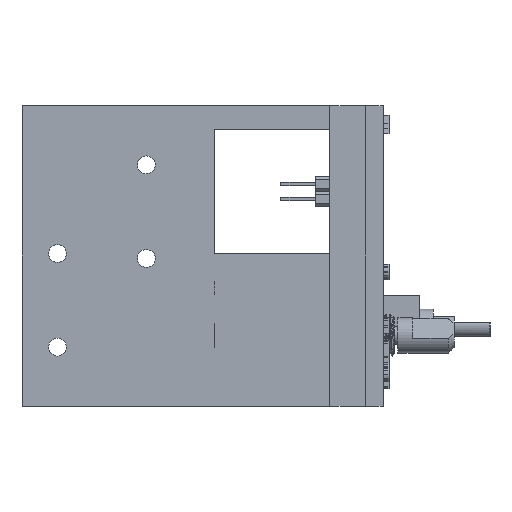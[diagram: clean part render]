
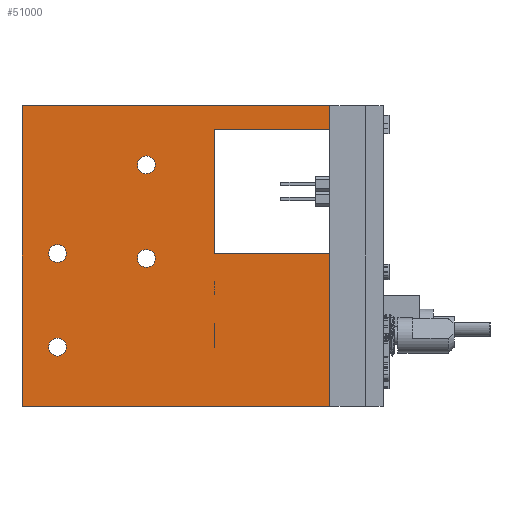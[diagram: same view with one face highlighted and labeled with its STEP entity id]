
A CAD part, left-side view. The second image highlights one B-rep face of the part: STEP entity #51000.
In plain terms, the highlighted planar face has unit normal (-1, 0, 0).
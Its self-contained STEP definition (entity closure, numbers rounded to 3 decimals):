
#2957=FACE_BOUND('',#10448,.T.);
#2958=FACE_BOUND('',#10449,.T.);
#2959=FACE_BOUND('',#10450,.T.);
#2960=FACE_BOUND('',#10451,.T.);
#4697=PLANE('',#53678);
#7479=FACE_OUTER_BOUND('',#10447,.T.);
#10447=EDGE_LOOP('',(#47303,#47304,#47305,#47306,#47307,#47308,#47309,#47310,
#47311,#47312,#47313));
#10448=EDGE_LOOP('',(#47314));
#10449=EDGE_LOOP('',(#47315));
#10450=EDGE_LOOP('',(#47316));
#10451=EDGE_LOOP('',(#47317));
#15556=LINE('',#103522,#20700);
#15559=LINE('',#103527,#20703);
#15560=LINE('',#103529,#20704);
#15564=LINE('',#103537,#20708);
#15565=LINE('',#103539,#20709);
#15566=LINE('',#103540,#20710);
#15567=LINE('',#103542,#20711);
#15568=LINE('',#103543,#20712);
#15569=LINE('',#103545,#20713);
#15570=LINE('',#103547,#20714);
#15571=LINE('',#103548,#20715);
#20700=VECTOR('',#63495,10.);
#20703=VECTOR('',#63498,10.);
#20704=VECTOR('',#63499,10.);
#20708=VECTOR('',#63505,10.);
#20709=VECTOR('',#63506,10.);
#20710=VECTOR('',#63507,10.);
#20711=VECTOR('',#63508,10.);
#20712=VECTOR('',#63509,10.);
#20713=VECTOR('',#63510,10.);
#20714=VECTOR('',#63511,10.);
#20715=VECTOR('',#63512,10.);
#21210=CIRCLE('',#53643,1.5);
#21214=CIRCLE('',#53649,1.5);
#21218=CIRCLE('',#53655,1.5);
#21222=CIRCLE('',#53661,1.5);
#25853=VERTEX_POINT('',#103401);
#25857=VERTEX_POINT('',#103413);
#25861=VERTEX_POINT('',#103425);
#25865=VERTEX_POINT('',#103437);
#25892=VERTEX_POINT('',#103520);
#25893=VERTEX_POINT('',#103521);
#25894=VERTEX_POINT('',#103524);
#25895=VERTEX_POINT('',#103526);
#25896=VERTEX_POINT('',#103528);
#25899=VERTEX_POINT('',#103536);
#25900=VERTEX_POINT('',#103538);
#25901=VERTEX_POINT('',#103541);
#25902=VERTEX_POINT('',#103544);
#25903=VERTEX_POINT('',#103546);
#32998=EDGE_CURVE('',#25853,#25853,#21210,.T.);
#33004=EDGE_CURVE('',#25857,#25857,#21214,.T.);
#33010=EDGE_CURVE('',#25861,#25861,#21218,.T.);
#33016=EDGE_CURVE('',#25865,#25865,#21222,.T.);
#33057=EDGE_CURVE('',#25892,#25893,#15556,.T.);
#33060=EDGE_CURVE('',#25895,#25894,#15559,.T.);
#33061=EDGE_CURVE('',#25896,#25895,#15560,.T.);
#33065=EDGE_CURVE('',#25893,#25899,#15564,.T.);
#33066=EDGE_CURVE('',#25900,#25899,#15565,.T.);
#33067=EDGE_CURVE('',#25896,#25900,#15566,.T.);
#33068=EDGE_CURVE('',#25895,#25901,#15567,.T.);
#33069=EDGE_CURVE('',#25895,#25901,#15568,.T.);
#33070=EDGE_CURVE('',#25894,#25902,#15569,.T.);
#33071=EDGE_CURVE('',#25902,#25903,#15570,.T.);
#33072=EDGE_CURVE('',#25892,#25903,#15571,.T.);
#47303=ORIENTED_EDGE('',*,*,#33057,.T.);
#47304=ORIENTED_EDGE('',*,*,#33065,.T.);
#47305=ORIENTED_EDGE('',*,*,#33066,.F.);
#47306=ORIENTED_EDGE('',*,*,#33067,.F.);
#47307=ORIENTED_EDGE('',*,*,#33061,.T.);
#47308=ORIENTED_EDGE('',*,*,#33068,.T.);
#47309=ORIENTED_EDGE('',*,*,#33069,.F.);
#47310=ORIENTED_EDGE('',*,*,#33060,.T.);
#47311=ORIENTED_EDGE('',*,*,#33070,.T.);
#47312=ORIENTED_EDGE('',*,*,#33071,.T.);
#47313=ORIENTED_EDGE('',*,*,#33072,.F.);
#47314=ORIENTED_EDGE('',*,*,#32998,.T.);
#47315=ORIENTED_EDGE('',*,*,#33004,.T.);
#47316=ORIENTED_EDGE('',*,*,#33010,.T.);
#47317=ORIENTED_EDGE('',*,*,#33016,.T.);
#51000=ADVANCED_FACE('',(#7479,#2957,#2958,#2959,#2960),#4697,.T.);
#53643=AXIS2_PLACEMENT_3D('',#103403,#63381,#63382);
#53649=AXIS2_PLACEMENT_3D('',#103415,#63395,#63396);
#53655=AXIS2_PLACEMENT_3D('',#103427,#63409,#63410);
#53661=AXIS2_PLACEMENT_3D('',#103439,#63423,#63424);
#53678=AXIS2_PLACEMENT_3D('',#103535,#63503,#63504);
#63381=DIRECTION('center_axis',(1.,0.,0.));
#63382=DIRECTION('ref_axis',(0.,-1.,0.));
#63395=DIRECTION('center_axis',(1.,0.,0.));
#63396=DIRECTION('ref_axis',(0.,-1.,0.));
#63409=DIRECTION('center_axis',(1.,0.,0.));
#63410=DIRECTION('ref_axis',(0.,-1.,0.));
#63423=DIRECTION('center_axis',(1.,0.,0.));
#63424=DIRECTION('ref_axis',(0.,-1.,0.));
#63495=DIRECTION('',(0.,0.,1.));
#63498=DIRECTION('',(0.,0.,1.));
#63499=DIRECTION('',(0.,0.,1.));
#63503=DIRECTION('center_axis',(-1.,0.,0.));
#63504=DIRECTION('ref_axis',(0.,0.,1.));
#63505=DIRECTION('',(0.,1.,0.));
#63506=DIRECTION('',(0.,0.,1.));
#63507=DIRECTION('',(0.,1.,0.));
#63508=DIRECTION('',(0.,1.,0.));
#63509=DIRECTION('',(0.,1.,0.));
#63510=DIRECTION('',(0.,1.,0.));
#63511=DIRECTION('',(0.,0.,1.));
#63512=DIRECTION('',(0.,1.,0.));
#103401=CARTESIAN_POINT('',(-85.4,56.5,0.4));
#103403=CARTESIAN_POINT('Origin',(-85.4,55.,0.4));
#103413=CARTESIAN_POINT('',(-85.4,41.5,-0.4));
#103415=CARTESIAN_POINT('Origin',(-85.4,40.,-0.4));
#103425=CARTESIAN_POINT('',(-85.4,41.5,15.4));
#103427=CARTESIAN_POINT('Origin',(-85.4,40.,15.4));
#103437=CARTESIAN_POINT('',(-85.4,56.5,-15.4));
#103439=CARTESIAN_POINT('Origin',(-85.4,55.,-15.4));
#103520=CARTESIAN_POINT('',(-85.4,9.,21.4));
#103521=CARTESIAN_POINT('',(-85.4,9.,25.4));
#103522=CARTESIAN_POINT('',(-85.4,9.,10.7));
#103524=CARTESIAN_POINT('',(-85.4,9.,0.4));
#103526=CARTESIAN_POINT('',(-85.4,9.,-5.4));
#103527=CARTESIAN_POINT('',(-85.4,9.,10.7));
#103528=CARTESIAN_POINT('',(-85.4,9.,-25.4));
#103529=CARTESIAN_POINT('',(-85.4,9.,10.7));
#103535=CARTESIAN_POINT('Origin',(-85.4,6.,21.4));
#103536=CARTESIAN_POINT('',(-85.4,61.,25.4));
#103537=CARTESIAN_POINT('',(-85.4,6.,25.4));
#103538=CARTESIAN_POINT('',(-85.4,61.,-25.4));
#103539=CARTESIAN_POINT('',(-85.4,61.,-25.4));
#103540=CARTESIAN_POINT('',(-85.4,6.,-25.4));
#103541=CARTESIAN_POINT('',(-85.4,28.5,-5.4));
#103542=CARTESIAN_POINT('',(-85.4,6.,-5.4));
#103543=CARTESIAN_POINT('',(-85.4,6.,-5.4));
#103544=CARTESIAN_POINT('',(-85.4,28.5,0.4));
#103545=CARTESIAN_POINT('',(-85.4,6.,0.4));
#103546=CARTESIAN_POINT('',(-85.4,28.5,21.4));
#103547=CARTESIAN_POINT('',(-85.4,28.5,-25.4));
#103548=CARTESIAN_POINT('',(-85.4,6.,21.4));
